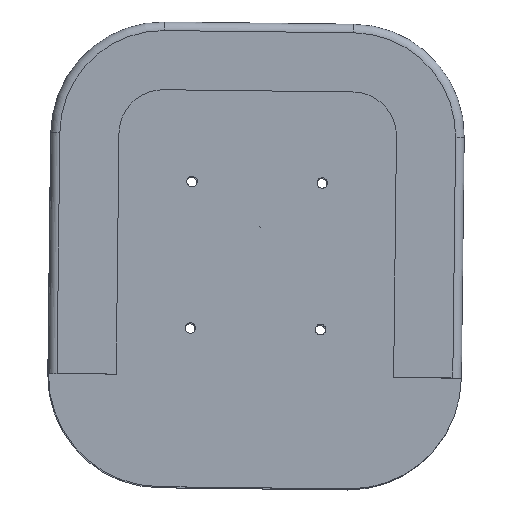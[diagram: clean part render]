
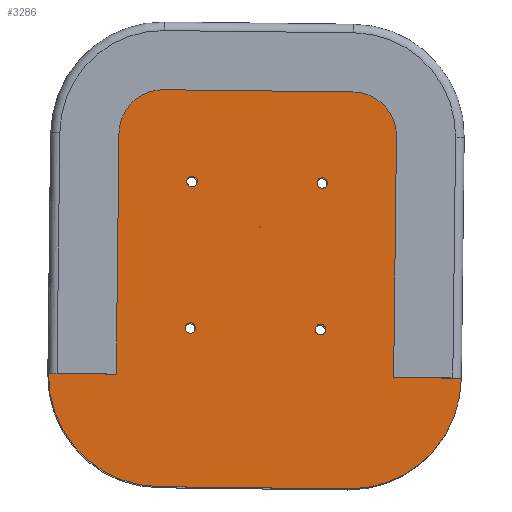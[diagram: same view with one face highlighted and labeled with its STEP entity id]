
A CAD part, top view. The second image highlights one B-rep face of the part: STEP entity #3286.
In plain terms, the highlighted planar face has unit normal (0, 0, 1).
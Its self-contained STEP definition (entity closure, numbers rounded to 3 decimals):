
#328=B_SPLINE_CURVE_WITH_KNOTS('',3,(#9692,#9693,#9694,#9695),
 .UNSPECIFIED.,.F.,.F.,(4,4),(-0.05,0.),.UNSPECIFIED.);
#329=B_SPLINE_CURVE_WITH_KNOTS('',3,(#9696,#9697,#9698,#9699),
 .UNSPECIFIED.,.F.,.F.,(4,4),(-0.05,0.),.UNSPECIFIED.);
#374=FACE_BOUND('',#845,.T.);
#375=FACE_BOUND('',#846,.T.);
#376=FACE_BOUND('',#847,.T.);
#377=FACE_BOUND('',#848,.T.);
#378=FACE_BOUND('',#849,.T.);
#421=PLANE('',#3531);
#607=FACE_OUTER_BOUND('',#844,.T.);
#844=EDGE_LOOP('',(#2983,#2984,#2985,#2986,#2987,#2988,#2989,#2990,#2991,
#2992,#2993,#2994));
#845=EDGE_LOOP('',(#2995));
#846=EDGE_LOOP('',(#2996));
#847=EDGE_LOOP('',(#2997));
#848=EDGE_LOOP('',(#2998));
#849=EDGE_LOOP('',(#2999,#3000));
#977=LINE('',#9546,#1136);
#983=LINE('',#9559,#1142);
#993=LINE('',#9639,#1152);
#998=LINE('',#9653,#1157);
#1002=LINE('',#9664,#1161);
#1009=LINE('',#9678,#1168);
#1011=LINE('',#9686,#1170);
#1012=LINE('',#9689,#1171);
#1136=VECTOR('',#4005,10.);
#1142=VECTOR('',#4015,10.);
#1152=VECTOR('',#4061,10.);
#1157=VECTOR('',#4074,10.);
#1161=VECTOR('',#4086,10.);
#1168=VECTOR('',#4105,10.);
#1170=VECTOR('',#4113,10.);
#1171=VECTOR('',#4116,10.);
#1278=CIRCLE('',#3508,1.525);
#1279=CIRCLE('',#3510,1.525);
#1280=CIRCLE('',#3512,1.525);
#1281=CIRCLE('',#3514,1.525);
#1282=CIRCLE('',#3517,27.813);
#1284=CIRCLE('',#3521,27.813);
#1287=CIRCLE('',#3532,32.5);
#1288=CIRCLE('',#3533,32.5);
#1553=VERTEX_POINT('',#9543);
#1554=VERTEX_POINT('',#9545);
#1559=VERTEX_POINT('',#9557);
#1574=VERTEX_POINT('',#9621);
#1575=VERTEX_POINT('',#9625);
#1576=VERTEX_POINT('',#9629);
#1577=VERTEX_POINT('',#9633);
#1578=VERTEX_POINT('',#9637);
#1579=VERTEX_POINT('',#9638);
#1582=VERTEX_POINT('',#9646);
#1584=VERTEX_POINT('',#9652);
#1586=VERTEX_POINT('',#9658);
#1588=VERTEX_POINT('',#9677);
#1590=VERTEX_POINT('',#9683);
#1591=VERTEX_POINT('',#9685);
#1592=VERTEX_POINT('',#9687);
#1593=VERTEX_POINT('',#9690);
#1594=VERTEX_POINT('',#9691);
#2007=EDGE_CURVE('',#1553,#1554,#977,.T.);
#2014=EDGE_CURVE('',#1559,#1553,#983,.T.);
#2032=EDGE_CURVE('',#1574,#1574,#1278,.T.);
#2034=EDGE_CURVE('',#1575,#1575,#1279,.T.);
#2036=EDGE_CURVE('',#1576,#1576,#1280,.T.);
#2038=EDGE_CURVE('',#1577,#1577,#1281,.T.);
#2040=EDGE_CURVE('',#1578,#1579,#993,.T.);
#2044=EDGE_CURVE('',#1582,#1578,#1282,.T.);
#2047=EDGE_CURVE('',#1584,#1582,#998,.T.);
#2050=EDGE_CURVE('',#1586,#1584,#1284,.T.);
#2053=EDGE_CURVE('',#1554,#1586,#1002,.T.);
#2060=EDGE_CURVE('',#1579,#1588,#1009,.T.);
#2063=EDGE_CURVE('',#1590,#1559,#1287,.T.);
#2064=EDGE_CURVE('',#1591,#1590,#1011,.T.);
#2065=EDGE_CURVE('',#1592,#1591,#1288,.T.);
#2066=EDGE_CURVE('',#1588,#1592,#1012,.T.);
#2067=EDGE_CURVE('',#1593,#1594,#328,.T.);
#2068=EDGE_CURVE('',#1594,#1593,#329,.T.);
#2983=ORIENTED_EDGE('',*,*,#2007,.F.);
#2984=ORIENTED_EDGE('',*,*,#2014,.F.);
#2985=ORIENTED_EDGE('',*,*,#2063,.F.);
#2986=ORIENTED_EDGE('',*,*,#2064,.F.);
#2987=ORIENTED_EDGE('',*,*,#2065,.F.);
#2988=ORIENTED_EDGE('',*,*,#2066,.F.);
#2989=ORIENTED_EDGE('',*,*,#2060,.F.);
#2990=ORIENTED_EDGE('',*,*,#2040,.F.);
#2991=ORIENTED_EDGE('',*,*,#2044,.F.);
#2992=ORIENTED_EDGE('',*,*,#2047,.F.);
#2993=ORIENTED_EDGE('',*,*,#2050,.F.);
#2994=ORIENTED_EDGE('',*,*,#2053,.F.);
#2995=ORIENTED_EDGE('',*,*,#2032,.T.);
#2996=ORIENTED_EDGE('',*,*,#2034,.T.);
#2997=ORIENTED_EDGE('',*,*,#2036,.T.);
#2998=ORIENTED_EDGE('',*,*,#2038,.T.);
#2999=ORIENTED_EDGE('',*,*,#2067,.F.);
#3000=ORIENTED_EDGE('',*,*,#2068,.F.);
#3286=ADVANCED_FACE('',(#607,#374,#375,#376,#377,#378),#421,.F.);
#3508=AXIS2_PLACEMENT_3D('',#9622,#4041,#4042);
#3510=AXIS2_PLACEMENT_3D('',#9626,#4046,#4047);
#3512=AXIS2_PLACEMENT_3D('',#9630,#4051,#4052);
#3514=AXIS2_PLACEMENT_3D('',#9634,#4056,#4057);
#3517=AXIS2_PLACEMENT_3D('',#9647,#4067,#4068);
#3521=AXIS2_PLACEMENT_3D('',#9659,#4079,#4080);
#3531=AXIS2_PLACEMENT_3D('',#9682,#4109,#4110);
#3532=AXIS2_PLACEMENT_3D('',#9684,#4111,#4112);
#3533=AXIS2_PLACEMENT_3D('',#9688,#4114,#4115);
#4005=DIRECTION('',(-1.,0.012,0.));
#4015=DIRECTION('',(-0.012,-1.,0.));
#4041=DIRECTION('center_axis',(0.,0.,
-1.));
#4042=DIRECTION('ref_axis',(1.,-0.012,0.));
#4046=DIRECTION('center_axis',(0.,0.,
-1.));
#4047=DIRECTION('ref_axis',(1.,-0.012,0.));
#4051=DIRECTION('center_axis',(0.,0.,
-1.));
#4052=DIRECTION('ref_axis',(1.,-0.012,0.));
#4056=DIRECTION('center_axis',(0.,0.,
-1.));
#4057=DIRECTION('ref_axis',(1.,-0.012,0.));
#4061=DIRECTION('',(0.012,1.,0.));
#4067=DIRECTION('center_axis',(0.,0.,
-1.));
#4068=DIRECTION('ref_axis',(-0.012,-1.,0.));
#4074=DIRECTION('',(-1.,0.012,0.));
#4079=DIRECTION('center_axis',(0.,0.,
-1.));
#4080=DIRECTION('ref_axis',(1.,-0.012,0.));
#4086=DIRECTION('',(-0.012,-1.,0.));
#4105=DIRECTION('',(-1.,0.012,0.));
#4109=DIRECTION('center_axis',(0.,0.,
-1.));
#4110=DIRECTION('ref_axis',(1.,0.,0.));
#4111=DIRECTION('center_axis',(0.,0.,
-1.));
#4112=DIRECTION('ref_axis',(0.715,0.699,0.));
#4113=DIRECTION('',(1.,-0.012,0.));
#4114=DIRECTION('center_axis',(0.,0.,
-1.));
#4115=DIRECTION('ref_axis',(-0.699,0.715,0.));
#4116=DIRECTION('',(0.012,1.,0.));
#9543=CARTESIAN_POINT('',(60.403,-795.409,-189.789));
#9545=CARTESIAN_POINT('',(55.716,-795.355,-189.789));
#9546=CARTESIAN_POINT('',(44.138,-795.22,-189.789));
#9557=CARTESIAN_POINT('',(60.403,-795.383,-189.789));
#9559=CARTESIAN_POINT('',(60.059,-824.916,-189.795));
#9621=CARTESIAN_POINT('',(-20.687,-850.723,-189.801));
#9622=CARTESIAN_POINT('Origin',(-19.163,-850.741,-189.801));
#9625=CARTESIAN_POINT('',(-20.192,-808.165,-189.792));
#9626=CARTESIAN_POINT('Origin',(-18.667,-808.183,-189.792));
#9629=CARTESIAN_POINT('',(17.142,-851.164,-189.801));
#9630=CARTESIAN_POINT('Origin',(18.667,-851.181,-189.801));
#9633=CARTESIAN_POINT('',(17.637,-808.605,-189.792));
#9634=CARTESIAN_POINT('Origin',(19.162,-808.623,-189.792));
#9637=CARTESIAN_POINT('',(-55.716,-864.036,-189.804));
#9638=CARTESIAN_POINT('',(-54.902,-794.067,-189.789));
#9639=CARTESIAN_POINT('',(-55.593,-853.415,-189.802));
#9646=CARTESIAN_POINT('',(-28.229,-892.17,-189.81));
#9647=CARTESIAN_POINT('Origin',(-27.906,-864.36,-189.804));
#9652=CARTESIAN_POINT('',(26.767,-892.81,-189.81));
#9653=CARTESIAN_POINT('',(13.098,-892.651,-189.81));
#9658=CARTESIAN_POINT('',(54.901,-865.323,-189.804));
#9659=CARTESIAN_POINT('Origin',(27.091,-865.,-189.804));
#9664=CARTESIAN_POINT('',(55.432,-819.718,-189.794));
#9677=CARTESIAN_POINT('',(-59.589,-794.013,-189.789));
#9678=CARTESIAN_POINT('',(-5.859,-794.638,-189.789));
#9682=CARTESIAN_POINT('Origin',(38.,-784.192,-189.787));
#9683=CARTESIAN_POINT('',(28.283,-762.507,-189.782));
#9684=CARTESIAN_POINT('Origin',(27.905,-795.005,-189.789));
#9685=CARTESIAN_POINT('',(-26.713,-761.867,-189.782));
#9686=CARTESIAN_POINT('',(33.267,-762.565,-189.782));
#9687=CARTESIAN_POINT('',(-59.589,-793.986,-189.789));
#9688=CARTESIAN_POINT('Origin',(-27.091,-794.365,-189.789));
#9689=CARTESIAN_POINT('',(-59.525,-788.522,-189.788));
#9690=CARTESIAN_POINT('',(-1.266,-837.779,-189.798));
#9691=CARTESIAN_POINT('',(-0.855,-838.068,-189.798));
#9692=CARTESIAN_POINT('Ctrl Pts',(-1.266,-837.779,-189.798));
#9693=CARTESIAN_POINT('Ctrl Pts',(-1.117,-837.883,-189.798));
#9694=CARTESIAN_POINT('Ctrl Pts',(-0.983,-837.977,-189.798));
#9695=CARTESIAN_POINT('Ctrl Pts',(-0.855,-838.068,-189.798));
#9696=CARTESIAN_POINT('Ctrl Pts',(-0.855,-838.068,
-189.798));
#9697=CARTESIAN_POINT('Ctrl Pts',(-0.983,-837.977,
-189.798));
#9698=CARTESIAN_POINT('Ctrl Pts',(-1.117,-837.883,-189.798));
#9699=CARTESIAN_POINT('Ctrl Pts',(-1.266,-837.779,-189.798));
